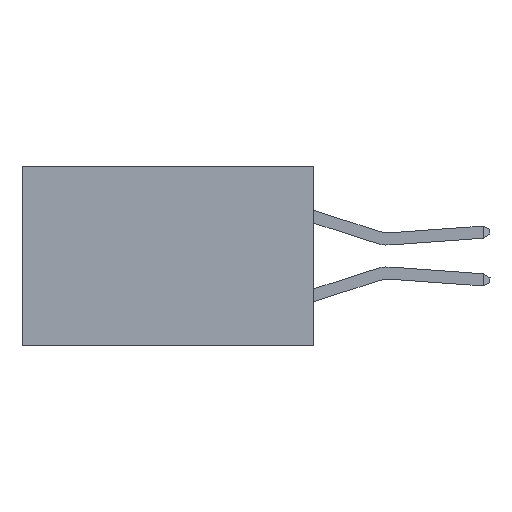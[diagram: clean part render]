
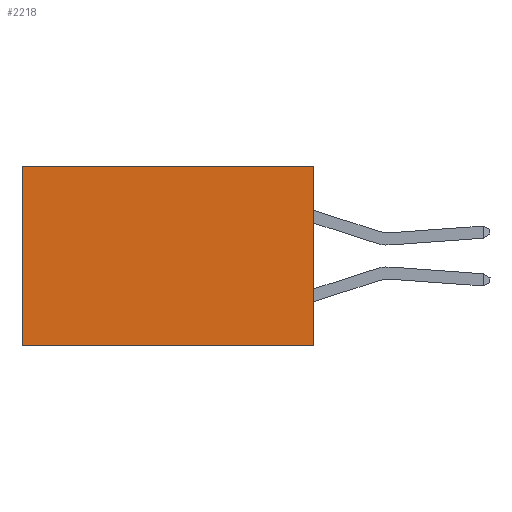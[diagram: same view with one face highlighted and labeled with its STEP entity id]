
A CAD part, left-side view. The second image highlights one B-rep face of the part: STEP entity #2218.
In plain terms, the highlighted planar face has unit normal (-1, 0, 0).
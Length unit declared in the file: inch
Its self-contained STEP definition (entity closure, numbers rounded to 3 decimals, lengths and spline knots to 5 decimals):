
#52 = EDGE_LOOP ( 'NONE', ( #9239, #5684, #5868, #8799 ) ) ;
#277 = EDGE_CURVE ( 'NONE', #4261, #2444, #7623, .T. ) ;
#929 = PLANE ( 'NONE',  #8253 ) ;
#1137 = CARTESIAN_POINT ( 'NONE',  ( 0.2875, 0.6, 0. ) ) ;
#1635 = VECTOR ( 'NONE', #9129, 39.37008 ) ;
#1743 = CARTESIAN_POINT ( 'NONE',  ( 0.2875, 0., 0. ) ) ;
#1923 = LINE ( 'NONE', #4962, #1635 ) ;
#2056 = EDGE_CURVE ( 'NONE', #4261, #4682, #1923, .T. ) ;
#2218 = ADVANCED_FACE ( 'NONE', ( #5901 ), #929, .F. ) ;
#2444 = VERTEX_POINT ( 'NONE', #2584 ) ;
#2584 = CARTESIAN_POINT ( 'NONE',  ( 0.2875, 0., -0.37 ) ) ;
#2698 = DIRECTION ( 'NONE',  ( 0., 0., -1. ) ) ;
#3987 = VERTEX_POINT ( 'NONE', #4415 ) ;
#4079 = LINE ( 'NONE', #5081, #11020 ) ;
#4261 = VERTEX_POINT ( 'NONE', #4952 ) ;
#4415 = CARTESIAN_POINT ( 'NONE',  ( 0.2875, 0.6, -0.37 ) ) ;
#4682 = VERTEX_POINT ( 'NONE', #1137 ) ;
#4952 = CARTESIAN_POINT ( 'NONE',  ( 0.2875, 0., 0. ) ) ;
#4962 = CARTESIAN_POINT ( 'NONE',  ( 0.2875, 0., 0. ) ) ;
#5036 = VECTOR ( 'NONE', #10557, 39.37008 ) ;
#5081 = CARTESIAN_POINT ( 'NONE',  ( 0.2875, 0., -0.37 ) ) ;
#5494 = EDGE_CURVE ( 'NONE', #4682, #3987, #6735, .T. ) ;
#5684 = ORIENTED_EDGE ( 'NONE', *, *, #6883, .F. ) ;
#5868 = ORIENTED_EDGE ( 'NONE', *, *, #277, .F. ) ;
#5901 = FACE_OUTER_BOUND ( 'NONE', #52, .T. ) ;
#6098 = DIRECTION ( 'NONE',  ( 0., 1., 0. ) ) ;
#6735 = LINE ( 'NONE', #8548, #5036 ) ;
#6883 = EDGE_CURVE ( 'NONE', #2444, #3987, #4079, .T. ) ;
#7623 = LINE ( 'NONE', #10156, #8092 ) ;
#8092 = VECTOR ( 'NONE', #12190, 39.37008 ) ;
#8253 = AXIS2_PLACEMENT_3D ( 'NONE', #1743, #8590, #2698 ) ;
#8548 = CARTESIAN_POINT ( 'NONE',  ( 0.2875, 0.6, 0. ) ) ;
#8590 = DIRECTION ( 'NONE',  ( 1., 0., 0. ) ) ;
#8799 = ORIENTED_EDGE ( 'NONE', *, *, #2056, .T. ) ;
#9129 = DIRECTION ( 'NONE',  ( 0., 1., 0. ) ) ;
#9239 = ORIENTED_EDGE ( 'NONE', *, *, #5494, .T. ) ;
#10156 = CARTESIAN_POINT ( 'NONE',  ( 0.2875, 0., 0. ) ) ;
#10557 = DIRECTION ( 'NONE',  ( 0., 0., -1. ) ) ;
#11020 = VECTOR ( 'NONE', #6098, 39.37008 ) ;
#12190 = DIRECTION ( 'NONE',  ( 0., 0., -1. ) ) ;
